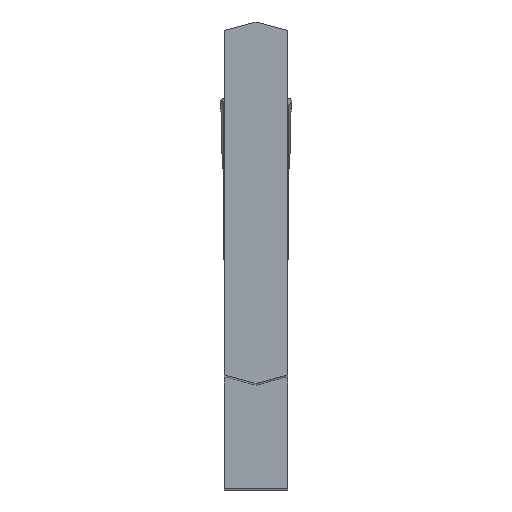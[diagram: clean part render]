
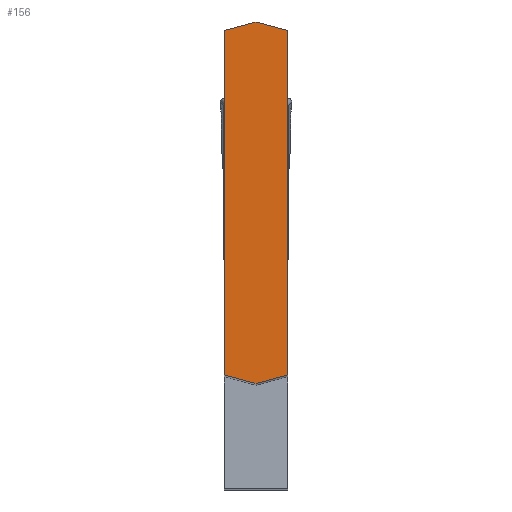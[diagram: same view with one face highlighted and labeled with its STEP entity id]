
A CAD part, top view. The second image highlights one B-rep face of the part: STEP entity #156.
In plain terms, the highlighted planar face has unit normal (0, 0, 1).
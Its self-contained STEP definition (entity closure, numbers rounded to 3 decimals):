
#156=ADVANCED_FACE('SHANKHEAD_FACE_BOTTOM',(#267),#229,.T.);
#229=PLANE('',#1593);
#267=FACE_OUTER_BOUND('',#340,.T.);
#340=EDGE_LOOP('',(#784,#785,#786,#787,#788,#789));
#448=LINE('',#2092,#575);
#477=LINE('',#2291,#604);
#486=LINE('',#2310,#613);
#487=LINE('',#2312,#614);
#488=LINE('',#2313,#615);
#489=LINE('',#2315,#616);
#575=VECTOR('',#1705,1.);
#604=VECTOR('',#1766,1.);
#613=VECTOR('',#1789,1.);
#614=VECTOR('',#1790,1.);
#615=VECTOR('',#1791,1.);
#616=VECTOR('',#1792,1.);
#784=ORIENTED_EDGE('',*,*,#1321,.T.);
#785=ORIENTED_EDGE('',*,*,#1322,.T.);
#786=ORIENTED_EDGE('',*,*,#1260,.T.);
#787=ORIENTED_EDGE('',*,*,#1323,.F.);
#788=ORIENTED_EDGE('',*,*,#1324,.F.);
#789=ORIENTED_EDGE('',*,*,#1310,.F.);
#1124=VERTEX_POINT('',#2091);
#1125=VERTEX_POINT('',#2093);
#1174=VERTEX_POINT('',#2290);
#1175=VERTEX_POINT('',#2292);
#1178=VERTEX_POINT('',#2311);
#1179=VERTEX_POINT('',#2314);
#1260=EDGE_CURVE('',#1125,#1124,#448,.T.);
#1310=EDGE_CURVE('',#1174,#1175,#477,.T.);
#1321=EDGE_CURVE('',#1174,#1178,#486,.T.);
#1322=EDGE_CURVE('',#1178,#1125,#487,.T.);
#1323=EDGE_CURVE('',#1179,#1124,#488,.T.);
#1324=EDGE_CURVE('',#1175,#1179,#489,.T.);
#1593=AXIS2_PLACEMENT_3D('',#2316,#1793,#1794);
#1705=DIRECTION('',(0.,1.,0.));
#1766=DIRECTION('',(0.,1.,0.));
#1789=DIRECTION('',(0.966,-0.259,0.));
#1790=DIRECTION('',(0.966,0.259,0.));
#1791=DIRECTION('',(0.966,-0.259,0.));
#1792=DIRECTION('',(0.966,0.259,0.));
#1793=DIRECTION('',(0.,0.,1.));
#1794=DIRECTION('',(0.,-1.,0.));
#2091=CARTESIAN_POINT('',(5.35,30.466,0.));
#2092=CARTESIAN_POINT('',(5.35,39.3,0.));
#2093=CARTESIAN_POINT('',(5.35,1.434,0.));
#2290=CARTESIAN_POINT('',(0.,1.434,0.));
#2291=CARTESIAN_POINT('',(0.,39.3,0.));
#2292=CARTESIAN_POINT('',(0.,30.466,0.));
#2310=CARTESIAN_POINT('',(0.,1.434,0.));
#2311=CARTESIAN_POINT('',(2.675,0.717,0.));
#2312=CARTESIAN_POINT('',(2.675,0.717,0.));
#2313=CARTESIAN_POINT('',(2.675,31.183,0.));
#2314=CARTESIAN_POINT('',(2.675,31.183,0.));
#2315=CARTESIAN_POINT('',(0.,30.466,0.));
#2316=CARTESIAN_POINT('',(5.35,39.3,0.));
